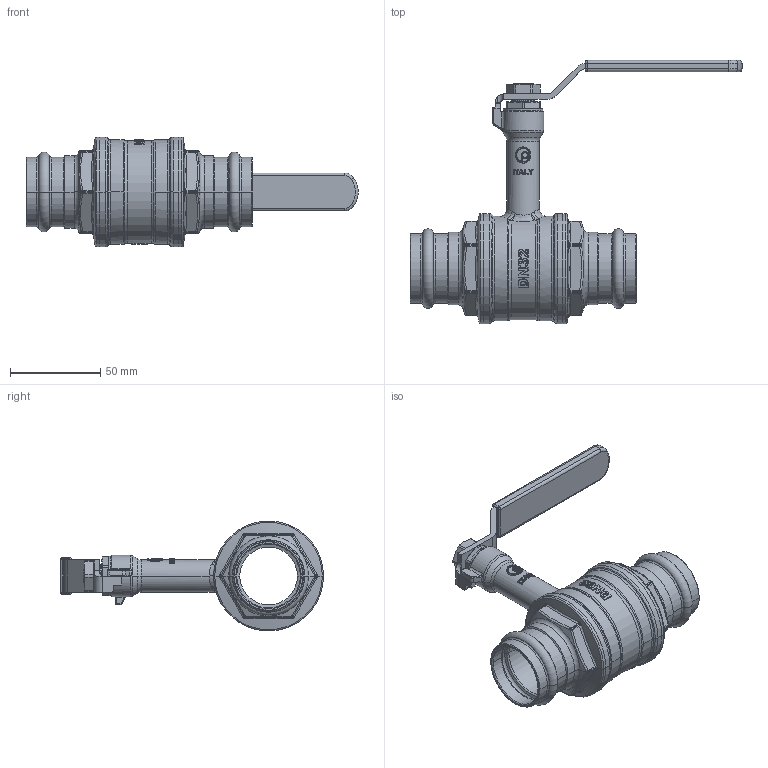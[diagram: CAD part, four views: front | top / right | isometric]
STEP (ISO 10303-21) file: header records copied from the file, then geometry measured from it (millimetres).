
FILE_DESCRIPTION((''),'2;1');
FILE_NAME('P100L_35MM_ASM','2024-03-25T13:41:11',('mirco.molonato'),(''),'CREO PARAMETRIC BY PTC INC, 2022414','CREO PARAMETRIC BY PTC INC, 2022414','');
FILE_SCHEMA(('CONFIG_CONTROL_DESIGN'));
Length unit declared in the file: millimetre
Products named in the file (10): 07162; 07139; ASTA_51L_DN25_ASM; 87187; 17106; 87136; GRIP_L120; LEVA_120_CON_GRIP_ASM; 01039; P100L_35MM_ASM
Assembly tree (10 placements, depth 3):
  P100L_35MM_ASM
    07162
    ASTA_51L_DN25_ASM
      07139
    87187
    17106  x2
    LEVA_120_CON_GRIP_ASM
      87136
      GRIP_L120
    01039
Bounding box: 184.25 x 146 x 61 mm (x, y, z)
Volume: 113469.9 mm3; surface area: 86971.7 mm2
Topology: 8 solids, 20 shells, 845 faces, 1998 edges, 1210 vertices
Faces by surface type: cylinder 237, bspline 183, plane 162, cone 114, torus 114, extrusion 30, sphere 5
Entity records: 27552 total; most frequent: CARTESIAN_POINT 12078, ORIENTED_EDGE 3272, DIRECTION 2999, EDGE_CURVE 1666, AXIS2_PLACEMENT_3D 1206, VERTEX_POINT 1024, EDGE_LOOP 742, FACE_OUTER_BOUND 694
